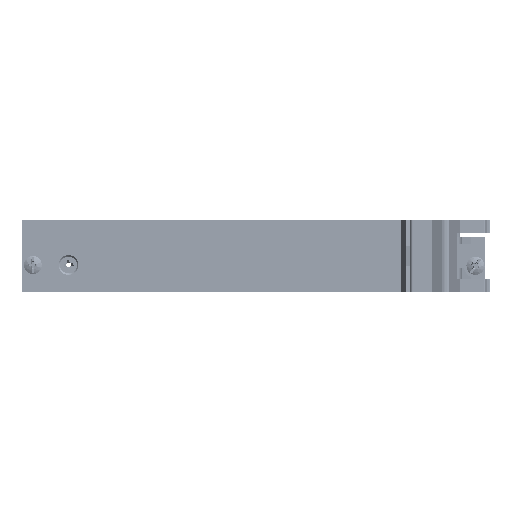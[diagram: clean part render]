
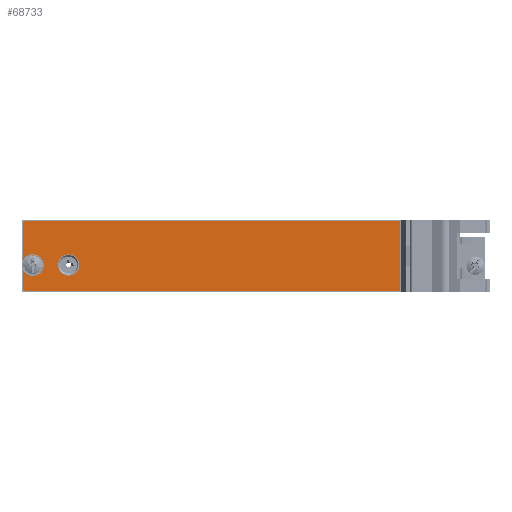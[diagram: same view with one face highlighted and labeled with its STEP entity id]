
A CAD part, left-side view. The second image highlights one B-rep face of the part: STEP entity #68733.
In plain terms, the highlighted planar face has unit normal (-1, 0, 0).
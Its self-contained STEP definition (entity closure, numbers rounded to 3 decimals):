
#31417 = FACE_BOUND ( 'NONE', #105336, .T. ) ;
#31421 = FACE_BOUND ( 'NONE', #105333, .T. ) ;
#31435 = FACE_OUTER_BOUND ( 'NONE', #105329, .T. ) ;
#32826 = PLANE ( 'NONE',  #185174 ) ;
#32841 = CARTESIAN_POINT ( 'NONE',  ( -94.758, -29.32, 14.335 ) ) ;
#32842 = DIRECTION ( 'NONE',  ( 1., 0., 0. ) ) ;
#32846 = DIRECTION ( 'NONE',  ( 0., 0., -1. ) ) ;
#68733 = ADVANCED_FACE ( 'NONE', ( #31417, #31435, #31421 ), #32826, .F. ) ;
#76907 = CARTESIAN_POINT ( 'NONE',  ( -94.758, -29.32, 14.635 ) ) ;
#76946 = CARTESIAN_POINT ( 'NONE',  ( -94.758, 73.98, 0.878 ) ) ;
#77008 = CARTESIAN_POINT ( 'NONE',  ( -94.758, 74.68, -4.465 ) ) ;
#77015 = CARTESIAN_POINT ( 'NONE',  ( -94.758, 74.68, 14.335 ) ) ;
#77033 = CARTESIAN_POINT ( 'NONE',  ( -94.758, -29.62, 14.335 ) ) ;
#77035 = CARTESIAN_POINT ( 'NONE',  ( -94.758, 73.98, 3.991 ) ) ;
#77038 = CARTESIAN_POINT ( 'NONE',  ( -94.758, 74.38, -4.765 ) ) ;
#77051 = CARTESIAN_POINT ( 'NONE',  ( -94.758, -29.32, -4.765 ) ) ;
#77052 = CARTESIAN_POINT ( 'NONE',  ( -94.758, 74.38, 14.635 ) ) ;
#84845 = DIRECTION ( 'NONE',  ( 0., 0., 1. ) ) ;
#84847 = CARTESIAN_POINT ( 'NONE',  ( -94.758, 70.18, 0.878 ) ) ;
#84884 = CARTESIAN_POINT ( 'NONE',  ( -94.758, 72.08, 1.935 ) ) ;
#84885 = DIRECTION ( 'NONE',  ( -1., 0., 0. ) ) ;
#84888 = DIRECTION ( 'NONE',  ( 0., 0., 1. ) ) ;
#84891 = DIRECTION ( 'NONE',  ( 0., 0., -1. ) ) ;
#84895 = CARTESIAN_POINT ( 'NONE',  ( -94.758, 73.98, 3.991 ) ) ;
#84923 = CARTESIAN_POINT ( 'NONE',  ( -94.758, 72.08, 2.935 ) ) ;
#84926 = DIRECTION ( 'NONE',  ( -1., 0., 0. ) ) ;
#84927 = DIRECTION ( 'NONE',  ( 0., 0., 1. ) ) ;
#84930 = DIRECTION ( 'NONE',  ( 0., 0., 1. ) ) ;
#84933 = CARTESIAN_POINT ( 'NONE',  ( -94.758, -29.62, 14.335 ) ) ;
#84938 = CARTESIAN_POINT ( 'NONE',  ( -94.758, -29.32, -4.765 ) ) ;
#84963 = CARTESIAN_POINT ( 'NONE',  ( -94.758, -29.32, -4.465 ) ) ;
#84965 = DIRECTION ( 'NONE',  ( -1., 0., 0. ) ) ;
#84967 = DIRECTION ( 'NONE',  ( 0., 0., 1. ) ) ;
#84970 = DIRECTION ( 'NONE',  ( 0., -1., 0. ) ) ;
#84991 = CARTESIAN_POINT ( 'NONE',  ( -94.758, 74.38, -4.465 ) ) ;
#84992 = DIRECTION ( 'NONE',  ( -1., 0., 0. ) ) ;
#84994 = DIRECTION ( 'NONE',  ( 0., 0., -1. ) ) ;
#85009 = CARTESIAN_POINT ( 'NONE',  ( -94.758, 74.38, 14.335 ) ) ;
#85011 = DIRECTION ( 'NONE',  ( -1., 0., 0. ) ) ;
#85012 = DIRECTION ( 'NONE',  ( 0., 0., -1. ) ) ;
#85015 = CARTESIAN_POINT ( 'NONE',  ( -94.758, 74.38, 14.635 ) ) ;
#85017 = DIRECTION ( 'NONE',  ( 0., 1., 0. ) ) ;
#85032 = CARTESIAN_POINT ( 'NONE',  ( -94.758, -29.32, 14.335 ) ) ;
#85034 = DIRECTION ( 'NONE',  ( -1., 0., 0. ) ) ;
#85036 = DIRECTION ( 'NONE',  ( 0., 0., -1. ) ) ;
#85072 = CARTESIAN_POINT ( 'NONE',  ( -94.758, 62.18, 2.435 ) ) ;
#85074 = DIRECTION ( 'NONE',  ( -1., 0., 0. ) ) ;
#85076 = DIRECTION ( 'NONE',  ( 0., 0., 1. ) ) ;
#85090 = CARTESIAN_POINT ( 'NONE',  ( -94.758, 74.68, -4.465 ) ) ;
#85109 = DIRECTION ( 'NONE',  ( 0., 0., -1. ) ) ;
#95773 = AXIS2_PLACEMENT_3D ( 'NONE', #84884, #84885, #84888 ) ;
#95775 = AXIS2_PLACEMENT_3D ( 'NONE', #84923, #84926, #84927 ) ;
#95779 = AXIS2_PLACEMENT_3D ( 'NONE', #84963, #84965, #84967 ) ;
#95783 = AXIS2_PLACEMENT_3D ( 'NONE', #84991, #84992, #84994 ) ;
#95788 = AXIS2_PLACEMENT_3D ( 'NONE', #85009, #85011, #85012 ) ;
#95790 = AXIS2_PLACEMENT_3D ( 'NONE', #85032, #85034, #85036 ) ;
#95798 = AXIS2_PLACEMENT_3D ( 'NONE', #85072, #85074, #85076 ) ;
#105329 = EDGE_LOOP ( 'NONE', ( #162218, #162220, #162222, #162225, #162228, #162231, #162234, #162237 ) ) ;
#105333 = EDGE_LOOP ( 'NONE', ( #162239, #162242, #162244, #162247 ) ) ;
#105336 = EDGE_LOOP ( 'NONE', ( #162215 ) ) ;
#113952 = VERTEX_POINT ( 'NONE', #118940 ) ;
#118940 = CARTESIAN_POINT ( 'NONE',  ( -94.758, 62.18, 5.385 ) ) ;
#121869 = EDGE_CURVE ( 'NONE', #124262, #124264, #205433, .T. ) ;
#121883 = EDGE_CURVE ( 'NONE', #124264, #124246, #205448, .T. ) ;
#121894 = EDGE_CURVE ( 'NONE', #124246, #124208, #205456, .T. ) ;
#121903 = EDGE_CURVE ( 'NONE', #124208, #124262, #205475, .T. ) ;
#121914 = EDGE_CURVE ( 'NONE', #124259, #124243, #205489, .T. ) ;
#121924 = EDGE_CURVE ( 'NONE', #124256, #124259, #205501, .T. ) ;
#121939 = EDGE_CURVE ( 'NONE', #124249, #124256, #205513, .T. ) ;
#121948 = EDGE_CURVE ( 'NONE', #124230, #124249, #205525, .T. ) ;
#121959 = EDGE_CURVE ( 'NONE', #124251, #124238, #205527, .T. ) ;
#121968 = EDGE_CURVE ( 'NONE', #124184, #124251, #205548, .T. ) ;
#121979 = EDGE_CURVE ( 'NONE', #124243, #124184, #205562, .T. ) ;
#122002 = EDGE_CURVE ( 'NONE', #113952, #113952, #205582, .T. ) ;
#122022 = EDGE_CURVE ( 'NONE', #124238, #124230, #205605, .T. ) ;
#124184 = VERTEX_POINT ( 'NONE', #76907 ) ;
#124208 = VERTEX_POINT ( 'NONE', #76946 ) ;
#124230 = VERTEX_POINT ( 'NONE', #77008 ) ;
#124238 = VERTEX_POINT ( 'NONE', #77015 ) ;
#124243 = VERTEX_POINT ( 'NONE', #77033 ) ;
#124246 = VERTEX_POINT ( 'NONE', #77035 ) ;
#124249 = VERTEX_POINT ( 'NONE', #77038 ) ;
#124251 = VERTEX_POINT ( 'NONE', #77052 ) ;
#124256 = VERTEX_POINT ( 'NONE', #77051 ) ;
#124259 = VERTEX_POINT ( 'NONE', #155019 ) ;
#124262 = VERTEX_POINT ( 'NONE', #155037 ) ;
#124264 = VERTEX_POINT ( 'NONE', #155041 ) ;
#155019 = CARTESIAN_POINT ( 'NONE',  ( -94.758, -29.62, -4.465 ) ) ;
#155037 = CARTESIAN_POINT ( 'NONE',  ( -94.758, 70.18, 0.878 ) ) ;
#155041 = CARTESIAN_POINT ( 'NONE',  ( -94.758, 70.18, 3.991 ) ) ;
#162215 = ORIENTED_EDGE ( 'NONE', *, *, #122002, .F. ) ;
#162218 = ORIENTED_EDGE ( 'NONE', *, *, #121979, .T. ) ;
#162220 = ORIENTED_EDGE ( 'NONE', *, *, #121968, .T. ) ;
#162222 = ORIENTED_EDGE ( 'NONE', *, *, #121959, .T. ) ;
#162225 = ORIENTED_EDGE ( 'NONE', *, *, #122022, .T. ) ;
#162228 = ORIENTED_EDGE ( 'NONE', *, *, #121948, .T. ) ;
#162231 = ORIENTED_EDGE ( 'NONE', *, *, #121939, .T. ) ;
#162234 = ORIENTED_EDGE ( 'NONE', *, *, #121924, .T. ) ;
#162237 = ORIENTED_EDGE ( 'NONE', *, *, #121914, .T. ) ;
#162239 = ORIENTED_EDGE ( 'NONE', *, *, #121903, .F. ) ;
#162242 = ORIENTED_EDGE ( 'NONE', *, *, #121894, .F. ) ;
#162244 = ORIENTED_EDGE ( 'NONE', *, *, #121883, .F. ) ;
#162247 = ORIENTED_EDGE ( 'NONE', *, *, #121869, .F. ) ;
#185174 = AXIS2_PLACEMENT_3D ( 'NONE', #32841, #32842, #32846 ) ;
#205433 = LINE ( 'NONE', #84847, #205441 ) ;
#205441 = VECTOR ( 'NONE', #84845, 1000. ) ;
#205448 = CIRCLE ( 'NONE', #95773, 2.8 ) ;
#205456 = LINE ( 'NONE', #84895, #205467 ) ;
#205467 = VECTOR ( 'NONE', #84891, 1000. ) ;
#205475 = CIRCLE ( 'NONE', #95775, 2.8 ) ;
#205489 = LINE ( 'NONE', #84933, #205497 ) ;
#205497 = VECTOR ( 'NONE', #84930, 1000. ) ;
#205501 = CIRCLE ( 'NONE', #95779, 0.3 ) ;
#205513 = LINE ( 'NONE', #84938, #205521 ) ;
#205521 = VECTOR ( 'NONE', #84970, 1000. ) ;
#205525 = CIRCLE ( 'NONE', #95783, 0.3 ) ;
#205527 = CIRCLE ( 'NONE', #95788, 0.3 ) ;
#205548 = LINE ( 'NONE', #85015, #205555 ) ;
#205555 = VECTOR ( 'NONE', #85017, 1000. ) ;
#205562 = CIRCLE ( 'NONE', #95790, 0.3 ) ;
#205582 = CIRCLE ( 'NONE', #95798, 2.95 ) ;
#205603 = VECTOR ( 'NONE', #85109, 1000. ) ;
#205605 = LINE ( 'NONE', #85090, #205603 ) ;
